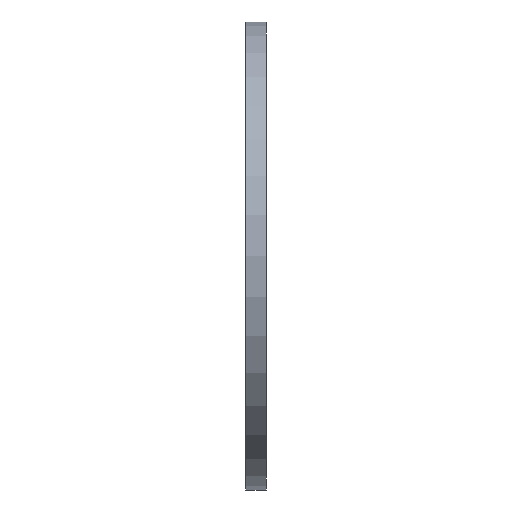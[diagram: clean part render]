
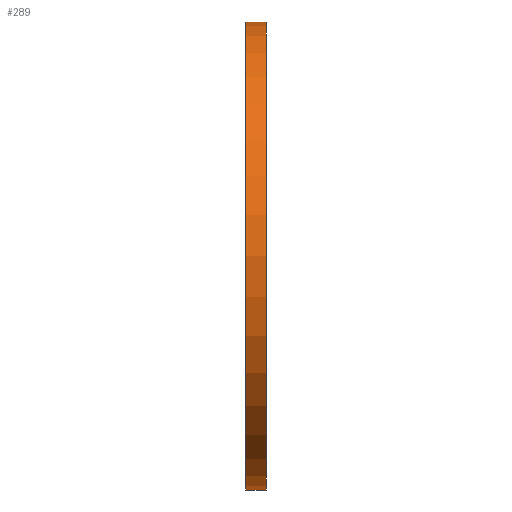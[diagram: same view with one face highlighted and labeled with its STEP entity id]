
A CAD part, left-side view. The second image highlights one B-rep face of the part: STEP entity #289.
In plain terms, the highlighted cylindrical face has radius 170 mm (diameter 340 mm), a partial arc.
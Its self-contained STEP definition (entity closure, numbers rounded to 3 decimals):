
#25 = LINE ( 'NONE', #500, #139 ) ;
#57 = CARTESIAN_POINT ( 'NONE',  ( 0., 15., 0. ) ) ;
#78 = DIRECTION ( 'NONE',  ( 0., 1., 0. ) ) ;
#82 = DIRECTION ( 'NONE',  ( 0., 1., 0. ) ) ;
#113 = CARTESIAN_POINT ( 'NONE',  ( 0., 15., 170. ) ) ;
#121 = EDGE_CURVE ( 'NONE', #568, #749, #223, .T. ) ;
#130 = VERTEX_POINT ( 'NONE', #113 ) ;
#138 = CARTESIAN_POINT ( 'NONE',  ( 0., 38.545, 170. ) ) ;
#139 = VECTOR ( 'NONE', #78, 1000. ) ;
#159 = DIRECTION ( 'NONE',  ( 0., 0., 1. ) ) ;
#181 = CYLINDRICAL_SURFACE ( 'NONE', #543, 170. ) ;
#211 = CARTESIAN_POINT ( 'NONE',  ( 0., 0., 0. ) ) ;
#216 = AXIS2_PLACEMENT_3D ( 'NONE', #57, #294, #718 ) ;
#223 = CIRCLE ( 'NONE', #765, 170. ) ;
#232 = CARTESIAN_POINT ( 'NONE',  ( 0., 0., 170. ) ) ;
#283 = CARTESIAN_POINT ( 'NONE',  ( 0., 0., -170. ) ) ;
#289 = ADVANCED_FACE ( 'NONE', ( #301 ), #181, .T. ) ;
#294 = DIRECTION ( 'NONE',  ( 0., 1., 0. ) ) ;
#301 = FACE_OUTER_BOUND ( 'NONE', #440, .T. ) ;
#312 = LINE ( 'NONE', #138, #753 ) ;
#348 = CARTESIAN_POINT ( 'NONE',  ( 0., 38.545, 0. ) ) ;
#351 = EDGE_CURVE ( 'NONE', #749, #130, #312, .T. ) ;
#377 = EDGE_CURVE ( 'NONE', #568, #473, #25, .T. ) ;
#382 = ORIENTED_EDGE ( 'NONE', *, *, #377, .F. ) ;
#440 = EDGE_LOOP ( 'NONE', ( #382, #470, #630, #731 ) ) ;
#470 = ORIENTED_EDGE ( 'NONE', *, *, #121, .T. ) ;
#473 = VERTEX_POINT ( 'NONE', #668 ) ;
#500 = CARTESIAN_POINT ( 'NONE',  ( 0., 38.545, -170. ) ) ;
#543 = AXIS2_PLACEMENT_3D ( 'NONE', #348, #545, #605 ) ;
#545 = DIRECTION ( 'NONE',  ( 0., 1., 0. ) ) ;
#568 = VERTEX_POINT ( 'NONE', #283 ) ;
#605 = DIRECTION ( 'NONE',  ( 0., 0., 1. ) ) ;
#630 = ORIENTED_EDGE ( 'NONE', *, *, #351, .T. ) ;
#657 = CIRCLE ( 'NONE', #216, 170. ) ;
#668 = CARTESIAN_POINT ( 'NONE',  ( 0., 15., -170. ) ) ;
#698 = DIRECTION ( 'NONE',  ( 0., 1., 0. ) ) ;
#718 = DIRECTION ( 'NONE',  ( 0., 0., 1. ) ) ;
#731 = ORIENTED_EDGE ( 'NONE', *, *, #740, .F. ) ;
#740 = EDGE_CURVE ( 'NONE', #473, #130, #657, .T. ) ;
#749 = VERTEX_POINT ( 'NONE', #232 ) ;
#753 = VECTOR ( 'NONE', #82, 1000. ) ;
#765 = AXIS2_PLACEMENT_3D ( 'NONE', #211, #698, #159 ) ;
